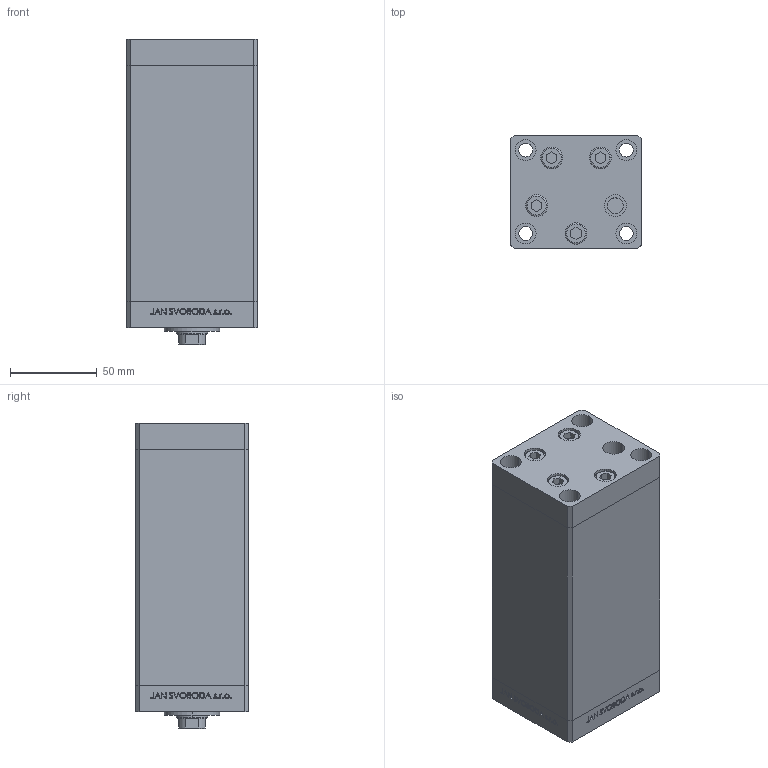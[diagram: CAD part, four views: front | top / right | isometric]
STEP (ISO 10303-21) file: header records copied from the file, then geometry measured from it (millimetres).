
FILE_DESCRIPTION (( 'STEP AP203' ), '1' );
FILE_NAME ('1c42.STEP', '2024-01-09T00:40:26', ( '' ), ( '' ), 'SwSTEP 2.0', 'SolidWorks 2019', '' );
FILE_SCHEMA (( 'CONFIG_CONTROL_DESIGN' ));
Length unit declared in the file: millimetre
Products named in the file (6): V220C FRONT 13331ba11188b43a8bd2d07608a47d2b; V220C_C MIDDLE 13331ba11188b43a8bd2d07608a47d2b; 1c42; ALLEN BOLT 13331ba11188b43a8bd2d07608a47d2b; V220C_VC_C 13331ba11188b43a8bd2d07608a47d2b; V220C BACK_C 13331ba11188b43a8bd2d07608a47d2b
Assembly tree (13 placements, depth 2):
  1c42
    ALLEN BOLT 13331ba11188b43a8bd2d07608a47d2b  x9
    V220C_C MIDDLE 13331ba11188b43a8bd2d07608a47d2b
    V220C FRONT 13331ba11188b43a8bd2d07608a47d2b
    V220C_VC_C 13331ba11188b43a8bd2d07608a47d2b
    V220C BACK_C 13331ba11188b43a8bd2d07608a47d2b
Bounding box: 75 x 65 x 176 mm (x, y, z)
Volume: 680498.7 mm3; surface area: 142516.6 mm2
Topology: 13 solids, 13 shells, 1169 faces, 2899 edges, 1903 vertices
Faces by surface type: plane 540, bspline 380, cylinder 167, cone 42, torus 40
Entity records: 49305 total; most frequent: CARTESIAN_POINT 26629, ORIENTED_EDGE 5058, DIRECTION 3305, EDGE_CURVE 2529, VERTEX_POINT 1679, VECTOR 1467, LINE 1467, EDGE_LOOP 1178
